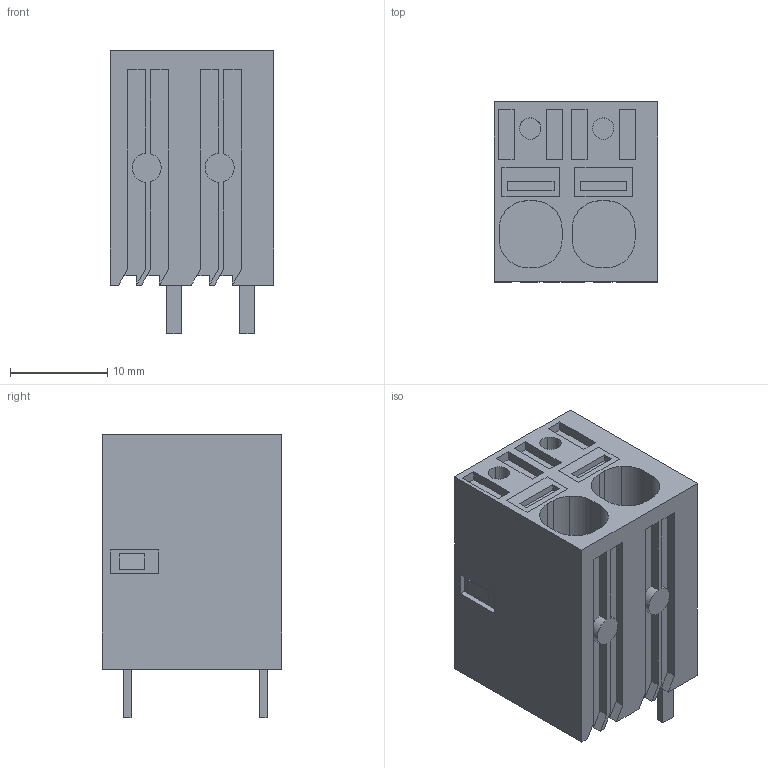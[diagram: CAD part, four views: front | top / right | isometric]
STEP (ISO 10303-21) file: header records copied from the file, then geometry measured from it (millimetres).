
FILE_DESCRIPTION(('CATIA V5 STEP Exchange','CAx-IF Rec.Pracs.--- Model Styling and Organization---1.4--- 2014-01-23'),'2;1');
FILE_NAME ('D1462816_1_2491620000_2491620000.stp','2018-11-19T14:42:40+00:00',('none'),('Weidmueller'),'CATIA Version 5-6 Release 2016 SP3 HF44','CATIA V5 STEP AP214','none');
FILE_SCHEMA(('AUTOMOTIVE_DESIGN { 1 0 10303 214 1 1 1 1 }'));
Length unit declared in the file: millimetre
Products named in the file (1): 2491620000
Bounding box: 16.8 x 18.5 x 29.15 mm (x, y, z)
Volume: 6664.1 mm3; surface area: 3388 mm2
Topology: 5 solids, 5 shells, 175 faces, 447 edges, 296 vertices
Faces by surface type: plane 151, cylinder 24
Entity records: 5201 total; most frequent: CARTESIAN_POINT 898, ORIENTED_EDGE 894, DIRECTION 721, EDGE_CURVE 447, VECTOR 399, LINE 399, VERTEX_POINT 296, EDGE_LOOP 189
